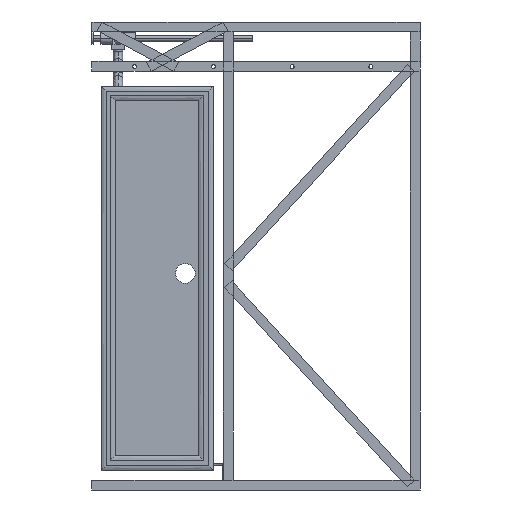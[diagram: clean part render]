
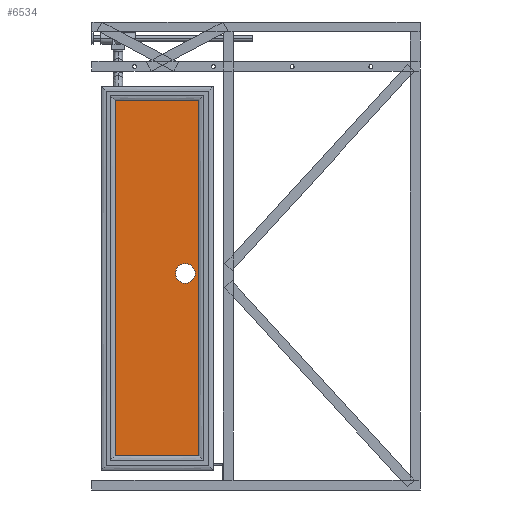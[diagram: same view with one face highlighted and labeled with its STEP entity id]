
A CAD part, left-side view. The second image highlights one B-rep face of the part: STEP entity #6534.
In plain terms, the highlighted planar face has unit normal (-1, 0, 0).
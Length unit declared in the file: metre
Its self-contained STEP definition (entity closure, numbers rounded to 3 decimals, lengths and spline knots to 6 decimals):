
#46=B_SPLINE_CURVE_WITH_KNOTS('',3,(#9947,#9948,#9949,#9950),
 .UNSPECIFIED.,.F.,.F.,(4,4),(0.162932,1.967068),.UNSPECIFIED.);
#47=B_SPLINE_CURVE_WITH_KNOTS('',3,(#9953,#9954,#9955,#9956),
 .UNSPECIFIED.,.F.,.F.,(4,4),(0.52343,0.94657),.UNSPECIFIED.);
#48=B_SPLINE_CURVE_WITH_KNOTS('',3,(#9958,#9959,#9960,#9961),
 .UNSPECIFIED.,.F.,.F.,(4,4),(0.162932,1.967068),.UNSPECIFIED.);
#49=B_SPLINE_CURVE_WITH_KNOTS('',3,(#9963,#9964,#9965,#9966),
 .UNSPECIFIED.,.F.,.F.,(4,4),(0.52343,0.94657),.UNSPECIFIED.);
#608=CIRCLE('',#7038,0.05);
#609=CIRCLE('',#7040,0.05);
#610=CIRCLE('',#7042,0.05);
#611=CIRCLE('',#7044,0.05);
#1826=ORIENTED_EDGE('',*,*,#3270,.T.);
#1827=ORIENTED_EDGE('',*,*,#3269,.T.);
#1828=ORIENTED_EDGE('',*,*,#3272,.T.);
#1829=ORIENTED_EDGE('',*,*,#3271,.T.);
#1830=ORIENTED_EDGE('',*,*,#3293,.T.);
#1831=ORIENTED_EDGE('',*,*,#3289,.T.);
#1832=ORIENTED_EDGE('',*,*,#3296,.T.);
#1833=ORIENTED_EDGE('',*,*,#3294,.T.);
#3269=EDGE_CURVE('',#4058,#4059,#46,.F.);
#3270=EDGE_CURVE('',#4060,#4058,#47,.F.);
#3271=EDGE_CURVE('',#4061,#4060,#48,.F.);
#3272=EDGE_CURVE('',#4059,#4061,#49,.F.);
#3289=EDGE_CURVE('',#4078,#4079,#608,.T.);
#3293=EDGE_CURVE('',#4080,#4078,#609,.T.);
#3294=EDGE_CURVE('',#4081,#4080,#610,.T.);
#3296=EDGE_CURVE('',#4079,#4081,#611,.T.);
#4058=VERTEX_POINT('',#9951);
#4059=VERTEX_POINT('',#9952);
#4060=VERTEX_POINT('',#9957);
#4061=VERTEX_POINT('',#9962);
#4078=VERTEX_POINT('',#10003);
#4079=VERTEX_POINT('',#10004);
#4080=VERTEX_POINT('',#10009);
#4081=VERTEX_POINT('',#10013);
#5529=EDGE_LOOP('',(#1826,#1827,#1828,#1829));
#5530=EDGE_LOOP('',(#1830,#1831,#1832,#1833));
#5964=FACE_BOUND('',#5529,.T.);
#5965=FACE_BOUND('',#5530,.T.);
#6304=PLANE('',#7049);
#6534=ADVANCED_FACE('',(#5964,#5965),#6304,.F.);
#7038=AXIS2_PLACEMENT_3D('',#10002,#7972,#7973);
#7040=AXIS2_PLACEMENT_3D('',#10010,#7979,#7980);
#7042=AXIS2_PLACEMENT_3D('',#10012,#7983,#7984);
#7044=AXIS2_PLACEMENT_3D('',#10016,#7988,#7989);
#7049=AXIS2_PLACEMENT_3D('',#10025,#8002,#8003);
#7972=DIRECTION('',(1.,0.,0.));
#7973=DIRECTION('',(0.,0.,-1.));
#7979=DIRECTION('',(1.,0.,0.));
#7980=DIRECTION('',(0.,0.,-1.));
#7983=DIRECTION('',(1.,0.,0.));
#7984=DIRECTION('',(0.,0.,-1.));
#7988=DIRECTION('',(1.,0.,0.));
#7989=DIRECTION('',(0.,0.,-1.));
#8002=DIRECTION('',(1.,0.,0.));
#8003=DIRECTION('',(0.,1.,0.));
#9947=CARTESIAN_POINT('',(0.,0.07543,1.879568));
#9948=CARTESIAN_POINT('',(0.,0.07543,1.278189));
#9949=CARTESIAN_POINT('',(0.,0.07543,0.676811));
#9950=CARTESIAN_POINT('',(0.,0.07543,0.075432));
#9951=CARTESIAN_POINT('',(0.,0.07543,0.075432));
#9952=CARTESIAN_POINT('',(0.,0.07543,1.879568));
#9953=CARTESIAN_POINT('',(0.,0.07543,0.075432));
#9954=CARTESIAN_POINT('',(0.,0.216477,0.075432));
#9955=CARTESIAN_POINT('',(0.,0.357523,0.075432));
#9956=CARTESIAN_POINT('',(0.,0.49857,0.075432));
#9957=CARTESIAN_POINT('',(0.,0.49857,0.075432));
#9958=CARTESIAN_POINT('',(0.,0.49857,0.075432));
#9959=CARTESIAN_POINT('',(0.,0.49857,0.676811));
#9960=CARTESIAN_POINT('',(0.,0.49857,1.278189));
#9961=CARTESIAN_POINT('',(0.,0.49857,1.879568));
#9962=CARTESIAN_POINT('',(0.,0.49857,1.879568));
#9963=CARTESIAN_POINT('',(0.,0.49857,1.879568));
#9964=CARTESIAN_POINT('',(0.,0.357523,1.879568));
#9965=CARTESIAN_POINT('',(0.,0.216477,1.879568));
#9966=CARTESIAN_POINT('',(0.,0.07543,1.879568));
#10002=CARTESIAN_POINT('',(0.,0.1425,1.));
#10003=CARTESIAN_POINT('',(0.,0.1425,0.95));
#10004=CARTESIAN_POINT('',(0.,0.1925,1.));
#10009=CARTESIAN_POINT('',(0.,0.0925,1.));
#10010=CARTESIAN_POINT('',(0.,0.1425,1.));
#10012=CARTESIAN_POINT('',(0.,0.1425,1.));
#10013=CARTESIAN_POINT('',(0.,0.1425,1.05));
#10016=CARTESIAN_POINT('',(0.,0.1425,1.));
#10025=CARTESIAN_POINT('',(0.,0.,0.));
